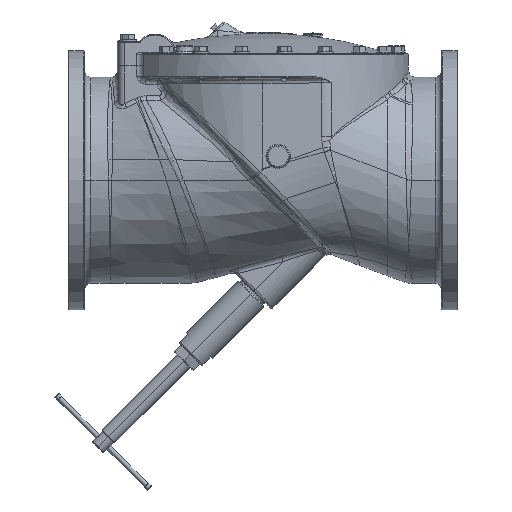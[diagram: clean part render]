
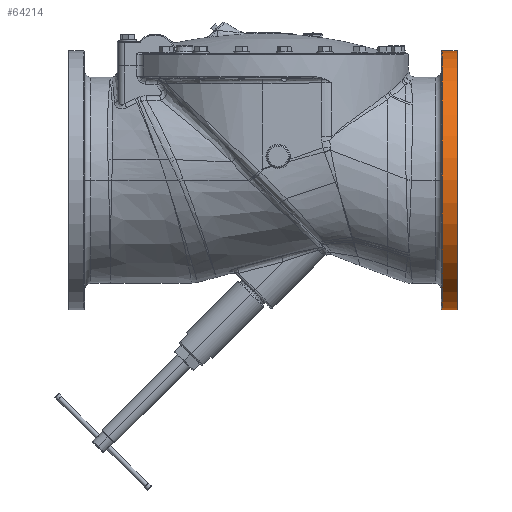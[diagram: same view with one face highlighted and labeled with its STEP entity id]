
A CAD part, top view. The second image highlights one B-rep face of the part: STEP entity #64214.
In plain terms, the highlighted cylindrical face has radius 406.4 mm (diameter 812.8 mm), a partial arc.
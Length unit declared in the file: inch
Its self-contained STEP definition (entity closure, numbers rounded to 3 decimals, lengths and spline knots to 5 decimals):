
#21161=CARTESIAN_POINT('',(24.,0.,0.));
#21162=DIRECTION('',(1.,0.,0.));
#21163=DIRECTION('',(0.,1.,0.));
#21164=AXIS2_PLACEMENT_3D('',#21161,#21162,#21163);
#21166=CARTESIAN_POINT('',(22.18534,0.,0.));
#21167=DIRECTION('',(-1.,0.,0.));
#21168=DIRECTION('',(0.,-1.,0.));
#21169=AXIS2_PLACEMENT_3D('',#21166,#21167,#21168);
#21176=DIRECTION('',(-1.,0.,0.));
#21177=VECTOR('',#21176,1.81466);
#21178=CARTESIAN_POINT('',(24.,16.,0.));
#21179=LINE('',#21178,#21177);
#21185=DIRECTION('',(-1.,0.,0.));
#21186=VECTOR('',#21185,1.81466);
#21187=CARTESIAN_POINT('',(24.,-16.,0.));
#21188=LINE('',#21187,#21186);
#45100=CARTESIAN_POINT('',(22.18534,16.,0.));
#45101=CARTESIAN_POINT('',(22.18534,-16.,0.));
#45102=VERTEX_POINT('',#45100);
#45103=VERTEX_POINT('',#45101);
#45108=CARTESIAN_POINT('',(24.,16.,0.));
#45109=CARTESIAN_POINT('',(24.,-16.,0.));
#45110=VERTEX_POINT('',#45108);
#45111=VERTEX_POINT('',#45109);
#64201=CARTESIAN_POINT('',(-26.8125,0.,0.));
#64202=DIRECTION('',(1.,0.,0.));
#64203=DIRECTION('',(0.,-1.,0.));
#64204=AXIS2_PLACEMENT_3D('',#64201,#64202,#64203);
#64205=CYLINDRICAL_SURFACE('',#64204,16.);
#64206=ORIENTED_EDGE('',*,*,#64063,.T.);
#64208=ORIENTED_EDGE('',*,*,#64207,.T.);
#64209=ORIENTED_EDGE('',*,*,#63950,.T.);
#64211=ORIENTED_EDGE('',*,*,#64210,.F.);
#64212=EDGE_LOOP('',(#64206,#64208,#64209,#64211));
#64213=FACE_OUTER_BOUND('',#64212,.F.);
#21165=CIRCLE('',#21164,16.);
#21170=CIRCLE('',#21169,16.);
#63950=EDGE_CURVE('',#45103,#45102,#21170,.T.);
#64063=EDGE_CURVE('',#45110,#45111,#21165,.T.);
#64207=EDGE_CURVE('',#45111,#45103,#21188,.T.);
#64210=EDGE_CURVE('',#45110,#45102,#21179,.T.);
#64214=ADVANCED_FACE('',(#64213),#64205,.T.);
